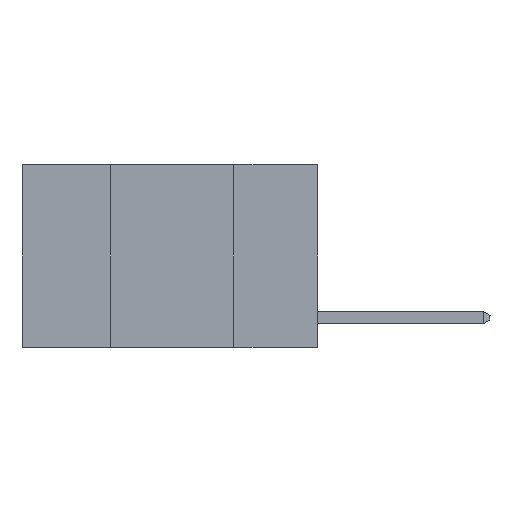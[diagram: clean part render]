
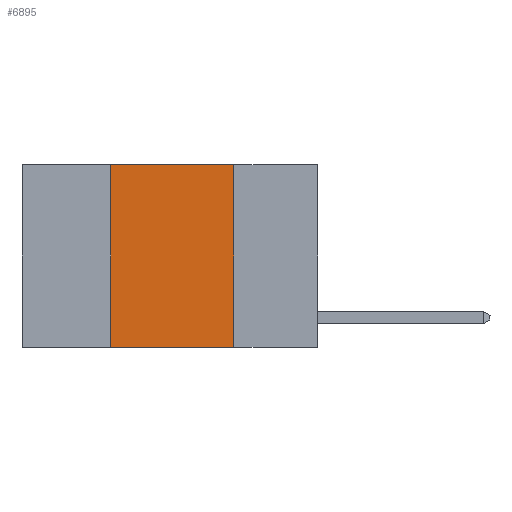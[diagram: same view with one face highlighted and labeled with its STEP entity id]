
A CAD part, left-side view. The second image highlights one B-rep face of the part: STEP entity #6895.
In plain terms, the highlighted planar face has unit normal (-1, 0, 0).
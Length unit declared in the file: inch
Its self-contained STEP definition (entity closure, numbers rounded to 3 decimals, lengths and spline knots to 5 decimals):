
#244 = VERTEX_POINT ( 'NONE', #10877 ) ;
#480 = VECTOR ( 'NONE', #13687, 39.37008 ) ;
#715 = CARTESIAN_POINT ( 'NONE',  ( 0., 0.42, 0. ) ) ;
#1288 = ORIENTED_EDGE ( 'NONE', *, *, #14215, .T. ) ;
#1353 = CARTESIAN_POINT ( 'NONE',  ( 0., 0.42, 0. ) ) ;
#2641 = LINE ( 'NONE', #8922, #8619 ) ;
#2835 = VERTEX_POINT ( 'NONE', #1353 ) ;
#3808 = CARTESIAN_POINT ( 'NONE',  ( 0., 0.6, 0. ) ) ;
#4289 = PLANE ( 'NONE',  #8256 ) ;
#4296 = CARTESIAN_POINT ( 'NONE',  ( 0., 0.42, -0.37 ) ) ;
#4591 = EDGE_CURVE ( 'NONE', #2835, #244, #7128, .T. ) ;
#5738 = DIRECTION ( 'NONE',  ( 0., 0., -1. ) ) ;
#6749 = DIRECTION ( 'NONE',  ( 1., 0., 0. ) ) ;
#6895 = ADVANCED_FACE ( 'NONE', ( #14877 ), #4289, .F. ) ;
#7128 = LINE ( 'NONE', #3808, #12420 ) ;
#7364 = VERTEX_POINT ( 'NONE', #15238 ) ;
#7745 = ORIENTED_EDGE ( 'NONE', *, *, #14738, .F. ) ;
#7829 = DIRECTION ( 'NONE',  ( 0., 0., -1. ) ) ;
#8256 = AXIS2_PLACEMENT_3D ( 'NONE', #8990, #6749, #7829 ) ;
#8619 = VECTOR ( 'NONE', #9005, 39.37008 ) ;
#8922 = CARTESIAN_POINT ( 'NONE',  ( 0., 0.6, -0.37 ) ) ;
#8990 = CARTESIAN_POINT ( 'NONE',  ( 0., 0.6, 0. ) ) ;
#9005 = DIRECTION ( 'NONE',  ( 0., -1., 0. ) ) ;
#10377 = CARTESIAN_POINT ( 'NONE',  ( 0., 0.17, 0. ) ) ;
#10877 = CARTESIAN_POINT ( 'NONE',  ( 0., 0.17, 0. ) ) ;
#12420 = VECTOR ( 'NONE', #14156, 39.37008 ) ;
#12444 = LINE ( 'NONE', #715, #480 ) ;
#12542 = LINE ( 'NONE', #10377, #14841 ) ;
#13375 = ORIENTED_EDGE ( 'NONE', *, *, #4591, .F. ) ;
#13464 = VERTEX_POINT ( 'NONE', #4296 ) ;
#13687 = DIRECTION ( 'NONE',  ( 0., 0., 1. ) ) ;
#14009 = EDGE_CURVE ( 'NONE', #13464, #2835, #12444, .T. ) ;
#14156 = DIRECTION ( 'NONE',  ( 0., -1., 0. ) ) ;
#14215 = EDGE_CURVE ( 'NONE', #13464, #7364, #2641, .T. ) ;
#14259 = ORIENTED_EDGE ( 'NONE', *, *, #14009, .F. ) ;
#14536 = EDGE_LOOP ( 'NONE', ( #7745, #13375, #14259, #1288 ) ) ;
#14738 = EDGE_CURVE ( 'NONE', #244, #7364, #12542, .T. ) ;
#14841 = VECTOR ( 'NONE', #5738, 39.37008 ) ;
#14877 = FACE_OUTER_BOUND ( 'NONE', #14536, .T. ) ;
#15238 = CARTESIAN_POINT ( 'NONE',  ( 0., 0.17, -0.37 ) ) ;
